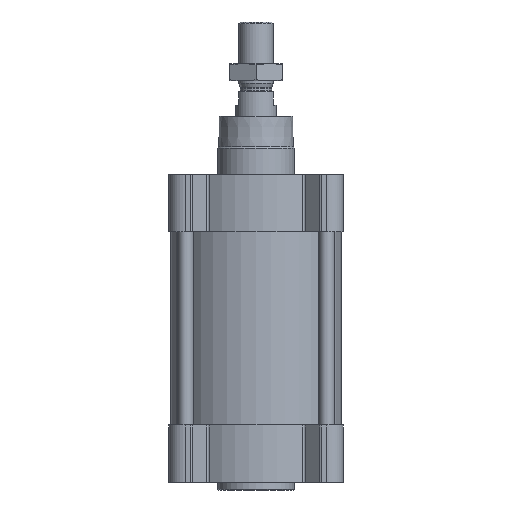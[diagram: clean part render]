
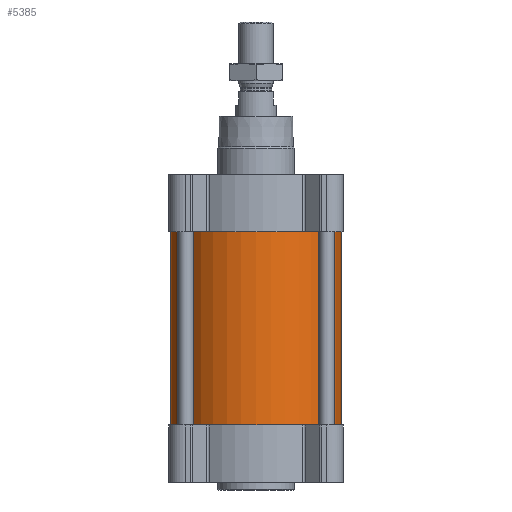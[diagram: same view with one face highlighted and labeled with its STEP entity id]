
A CAD part, front view. The second image highlights one B-rep face of the part: STEP entity #5385.
In plain terms, the highlighted cylindrical face has radius 66.5 mm (diameter 133 mm), a full revolution.
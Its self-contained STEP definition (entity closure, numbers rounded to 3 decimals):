
#1018=CIRCLE('',#5902,66.5);
#1023=CIRCLE('',#5912,66.5);
#1647=ORIENTED_EDGE('',*,*,#3058,.F.);
#1648=ORIENTED_EDGE('',*,*,#3053,.F.);
#3053=EDGE_CURVE('',#3762,#3762,#1018,.T.);
#3058=EDGE_CURVE('',#3767,#3767,#1023,.F.);
#3762=VERTEX_POINT('',#9194);
#3767=VERTEX_POINT('',#9209);
#4334=EDGE_LOOP('',(#1647));
#4335=EDGE_LOOP('',(#1648));
#4815=FACE_BOUND('',#4334,.T.);
#4816=FACE_BOUND('',#4335,.T.);
#5217=CYLINDRICAL_SURFACE('',#5911,66.5);
#5385=ADVANCED_FACE('',(#4815,#4816),#5217,.T.);
#5902=AXIS2_PLACEMENT_3D('',#9193,#6812,#6813);
#5911=AXIS2_PLACEMENT_3D('',#9207,#6830,#6831);
#5912=AXIS2_PLACEMENT_3D('',#9208,#6832,#6833);
#6812=DIRECTION('',(0.,0.,1.));
#6813=DIRECTION('',(1.,0.,0.));
#6830=DIRECTION('',(0.,0.,1.));
#6831=DIRECTION('',(1.,0.,0.));
#6832=DIRECTION('',(0.,0.,1.));
#6833=DIRECTION('',(1.,0.,0.));
#9193=CARTESIAN_POINT('',(0.,0.,-44.7));
#9194=CARTESIAN_POINT('',(66.5,0.,-44.7));
#9207=CARTESIAN_POINT('',(0.,0.,-195.3));
#9208=CARTESIAN_POINT('',(0.,0.,-195.3));
#9209=CARTESIAN_POINT('',(66.5,0.,-195.3));
